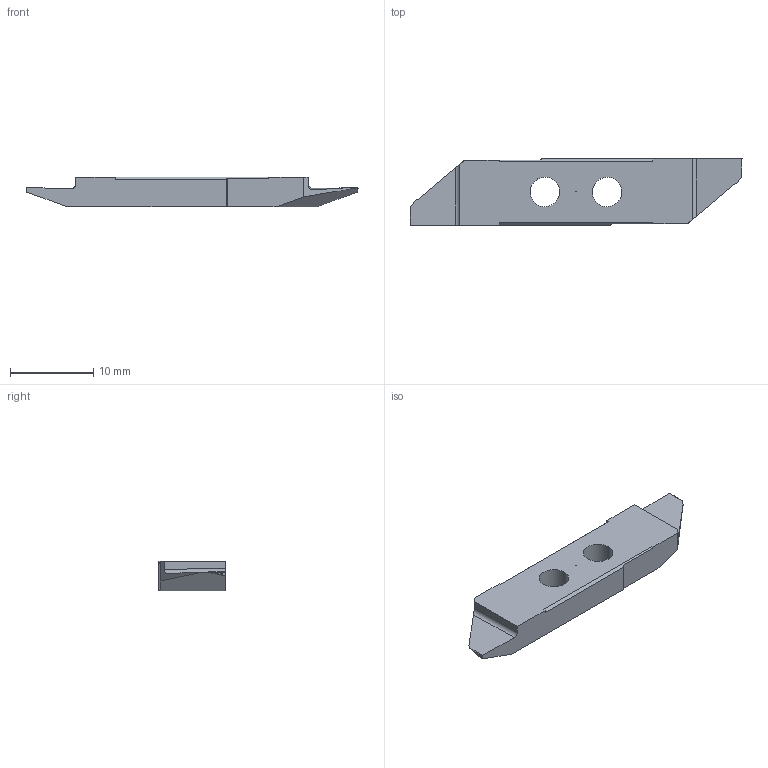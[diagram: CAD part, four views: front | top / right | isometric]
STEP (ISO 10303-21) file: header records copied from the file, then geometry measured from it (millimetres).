
FILE_DESCRIPTION(('CAx-IF Rec.Pracs.---Representation and Presentation of Product Manufacturing Information (PMI)---4.0---2014-10-13'),'2;1');
FILE_NAME('CUT-138-03','2020-11-11T09:31:05',(''),(''),'4.1.200827','FormatWorks Professional',' ');
FILE_SCHEMA(('AP242_MANAGED_MODEL_BASED_3D_ENGINEERING_MIM_LF {1 0 10303 442 1 1 4 }'));
Length unit declared in the file: millimetre
Products named in the file (1): CUT-138-03
Bounding box: 40 x 8 x 3.6 mm (x, y, z)
Volume: 774.1 mm3; surface area: 840 mm2
Topology: 1 solids, 1 shells, 40 faces, 114 edges, 76 vertices
Faces by surface type: plane 26, cylinder 14
Entity records: 2015 total; most frequent: CARTESIAN_POINT 375, STYLED_ITEM 272, ORIENTED_EDGE 228, DIRECTION 190, EDGE_CURVE 114, VECTOR 82, LINE 82, VERTEX_POINT 76
